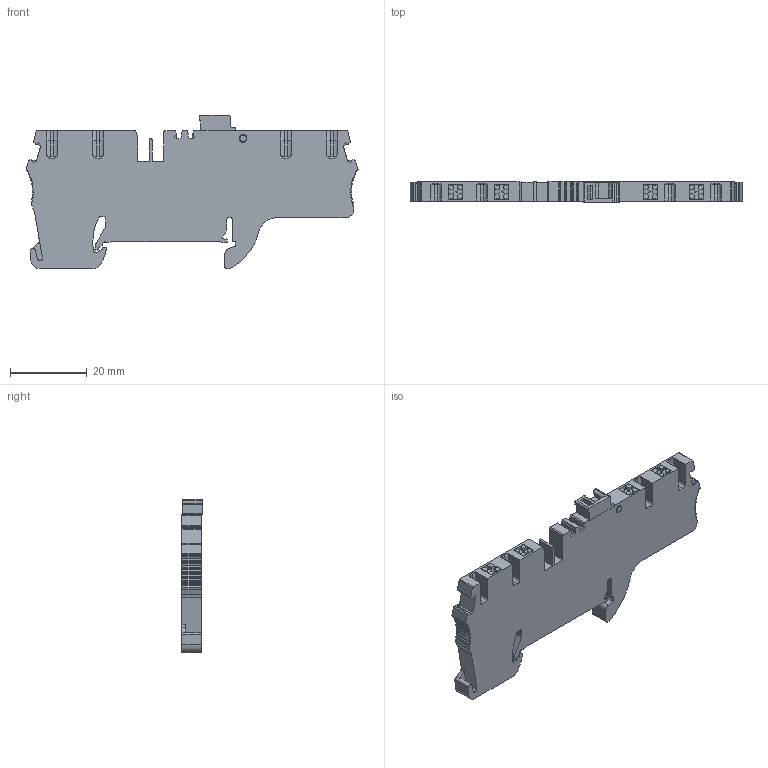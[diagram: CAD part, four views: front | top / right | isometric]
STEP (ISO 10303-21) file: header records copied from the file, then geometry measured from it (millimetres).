
FILE_DESCRIPTION(/* description */ ('Unknown'),/* implementation_level */ '2;1');
FILE_NAME(/* name */ 'PQK2.5-2X2_3D_SOLID',/* time_stamp */ '2025-03-27T15:22:53+06:00',/* author */ ('Unknown'),/* organization */ ('Unknown'),/* preprocessor_version */ 'ST-DEVELOPER v16.7',/* originating_system */ 'Solid Edge',/* authorisation */ 'Unknown');
FILE_SCHEMA (('AUTOMOTIVE_DESIGN {1 0 10303 214 3 1 1}'));
Length unit declared in the file: millimetre
Products named in the file (1): PQK2.5-2X2_3D_SOLID
Bounding box: 86.74 x 5.25 x 40 mm (x, y, z)
Volume: 11368.3 mm3; surface area: 6900.2 mm2
Topology: 1 solids, 1 shells, 536 faces, 1496 edges, 994 vertices
Faces by surface type: plane 341, cylinder 180, cone 13, bspline 2
Entity records: 21105 total; most frequent: CARTESIAN_POINT 3236, ORIENTED_EDGE 2990, DIRECTION 2906, EDGE_CURVE 1495, LINE 1090, VECTOR 1090, VERTEX_POINT 994, AXIS2_PLACEMENT_3D 908
